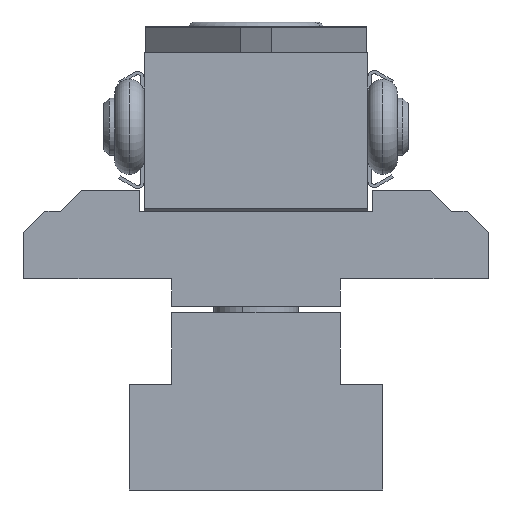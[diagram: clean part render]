
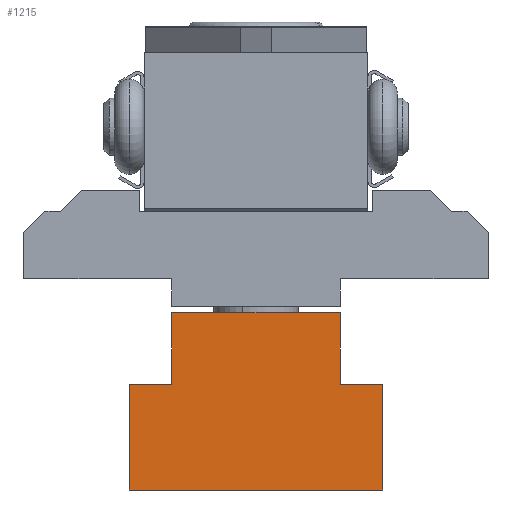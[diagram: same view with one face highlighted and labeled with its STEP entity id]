
A CAD part, front view. The second image highlights one B-rep face of the part: STEP entity #1215.
In plain terms, the highlighted planar face has unit normal (0, -1, 0).
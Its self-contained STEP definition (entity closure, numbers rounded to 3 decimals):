
#1215=ADVANCED_FACE('',(#3224),#3225,.T.);
#3224=FACE_OUTER_BOUND('',#6092,.T.);
#3225=PLANE('',#6093);
#6092=EDGE_LOOP('',(#9408,#9409,#9410,#9411,#9412,#9413,#9414,#9415));
#6093=AXIS2_PLACEMENT_3D('',#9416,#9417,#9418);
#9408=ORIENTED_EDGE('',*,*,#16848,.F.);
#9409=ORIENTED_EDGE('',*,*,#16861,.T.);
#9410=ORIENTED_EDGE('',*,*,#16857,.T.);
#9411=ORIENTED_EDGE('',*,*,#16852,.T.);
#9412=ORIENTED_EDGE('',*,*,#16868,.F.);
#9413=ORIENTED_EDGE('',*,*,#16870,.F.);
#9414=ORIENTED_EDGE('',*,*,#16874,.F.);
#9415=ORIENTED_EDGE('',*,*,#16878,.F.);
#9416=CARTESIAN_POINT('',(-5.528,-13.,-12.072));
#9417=DIRECTION('',(0.0,-1.0,0.0));
#9418=DIRECTION('',(0.0,0.0,-1.0));
#16848=EDGE_CURVE('',#20019,#20021,#20022,.T.);
#16852=EDGE_CURVE('',#20026,#20027,#20028,.T.);
#16857=EDGE_CURVE('',#20035,#20026,#20036,.T.);
#16861=EDGE_CURVE('',#20019,#20035,#20041,.T.);
#16868=EDGE_CURVE('',#20048,#20027,#20050,.T.);
#16870=EDGE_CURVE('',#20052,#20048,#20053,.T.);
#16874=EDGE_CURVE('',#20058,#20052,#20059,.T.);
#16878=EDGE_CURVE('',#20021,#20058,#20064,.T.);
#20019=VERTEX_POINT('',#24459);
#20021=VERTEX_POINT('',#24462);
#20022=LINE('',#24463,#24464);
#20026=VERTEX_POINT('',#24469);
#20027=VERTEX_POINT('',#24470);
#20028=LINE('',#24471,#24472);
#20035=VERTEX_POINT('',#24482);
#20036=LINE('',#24483,#24484);
#20041=LINE('',#24491,#24492);
#20048=VERTEX_POINT('',#24501);
#20050=LINE('',#24504,#24505);
#20052=VERTEX_POINT('',#24507);
#20053=LINE('',#24508,#24509);
#20058=VERTEX_POINT('',#24516);
#20059=LINE('',#24517,#24518);
#20064=LINE('',#24525,#24526);
#24459=CARTESIAN_POINT('',(12.,-13.,-20.));
#24462=CARTESIAN_POINT('',(-12.,-13.,-20.));
#24463=CARTESIAN_POINT('',(12.,-13.,-20.));
#24464=VECTOR('',#30325,24.0);
#24469=CARTESIAN_POINT('',(8.,-13.,-10.));
#24470=CARTESIAN_POINT('',(8.,-13.,-3.2));
#24471=CARTESIAN_POINT('',(8.,-13.,-10.));
#24472=VECTOR('',#30330,6.8);
#24482=CARTESIAN_POINT('',(12.,-13.,-10.));
#24483=CARTESIAN_POINT('',(12.,-13.,-10.));
#24484=VECTOR('',#30334,4.0);
#24491=CARTESIAN_POINT('',(12.,-13.,-20.));
#24492=VECTOR('',#30337,10.0);
#24501=CARTESIAN_POINT('',(-8.,-13.,-3.2));
#24504=CARTESIAN_POINT('',(-8.,-13.,-3.2));
#24505=VECTOR('',#30344,16.0);
#24507=CARTESIAN_POINT('',(-8.,-13.,-10.));
#24508=CARTESIAN_POINT('',(-8.,-13.,-10.));
#24509=VECTOR('',#30345,6.8);
#24516=CARTESIAN_POINT('',(-12.,-13.,-10.));
#24517=CARTESIAN_POINT('',(-12.,-13.,-10.));
#24518=VECTOR('',#30348,4.0);
#24525=CARTESIAN_POINT('',(-12.,-13.,-20.));
#24526=VECTOR('',#30351,10.0);
#30325=DIRECTION('',(-1.0,0.0,0.0));
#30330=DIRECTION('',(0.0,0.0,1.0));
#30334=DIRECTION('',(-1.0,0.0,0.0));
#30337=DIRECTION('',(0.0,0.0,1.0));
#30344=DIRECTION('',(1.0,0.0,0.0));
#30345=DIRECTION('',(0.0,0.0,1.0));
#30348=DIRECTION('',(1.0,0.0,0.0));
#30351=DIRECTION('',(0.0,0.0,1.0));
